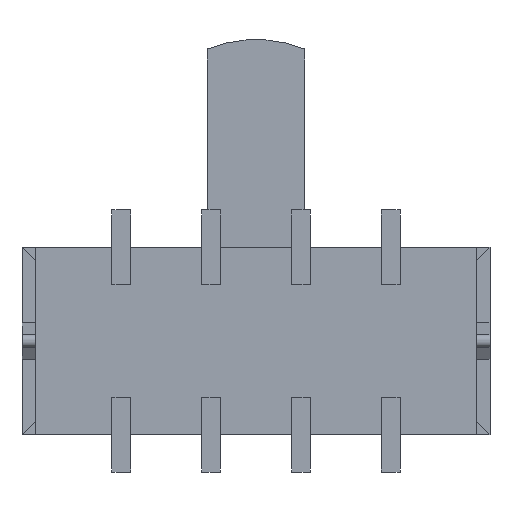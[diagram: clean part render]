
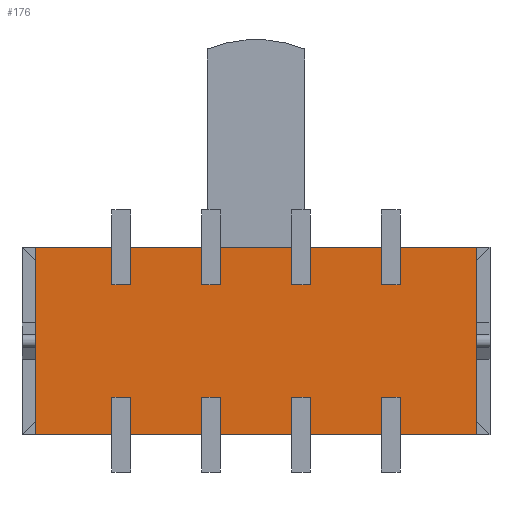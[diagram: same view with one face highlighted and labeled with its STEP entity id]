
A CAD part, front view. The second image highlights one B-rep face of the part: STEP entity #176.
In plain terms, the highlighted planar face has unit normal (0, -1, 0).
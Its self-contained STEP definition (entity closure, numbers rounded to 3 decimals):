
#176=ADVANCED_FACE('',(#291),#1027,.T.);
#291=FACE_OUTER_BOUND('',#407,.F.);
#407=EDGE_LOOP('',(#781,#782,#783,#784));
#781=ORIENTED_EDGE('',*,*,#1327,.F.);
#782=ORIENTED_EDGE('',*,*,#1335,.F.);
#783=ORIENTED_EDGE('',*,*,#1331,.T.);
#784=ORIENTED_EDGE('',*,*,#1338,.T.);
#1027=PLANE('',#2332);
#1327=EDGE_CURVE('',#2014,#2013,#1569,.T.);
#1331=EDGE_CURVE('',#2010,#2009,#1573,.T.);
#1335=EDGE_CURVE('',#2010,#2014,#1577,.T.);
#1338=EDGE_CURVE('',#2009,#2013,#1580,.T.);
#1569=LINE('',#3315,#1811);
#1573=LINE('',#3319,#1815);
#1577=LINE('',#3323,#1819);
#1580=LINE('',#3326,#1822);
#1811=VECTOR('',#2731,23.6);
#1815=VECTOR('',#2735,23.6);
#1819=VECTOR('',#2739,10.);
#1822=VECTOR('',#2742,10.);
#2009=VERTEX_POINT('',#3309);
#2010=VERTEX_POINT('',#3310);
#2013=VERTEX_POINT('',#3313);
#2014=VERTEX_POINT('',#3314);
#2332=AXIS2_PLACEMENT_3D('',#3329,#2747,#2748);
#2731=DIRECTION('',(-1.,0.,0.));
#2735=DIRECTION('',(-1.,0.,0.));
#2739=DIRECTION('',(0.,0.,1.));
#2742=DIRECTION('',(0.,0.,1.));
#2747=DIRECTION('',(0.,-1.,0.));
#2748=DIRECTION('',(-1.,0.,0.));
#3309=CARTESIAN_POINT('',(-37.8,-4.,0.));
#3310=CARTESIAN_POINT('',(-14.2,-4.,0.));
#3313=CARTESIAN_POINT('',(-37.8,-4.,10.));
#3314=CARTESIAN_POINT('',(-14.2,-4.,10.));
#3315=CARTESIAN_POINT('',(-14.2,-4.,10.));
#3319=CARTESIAN_POINT('',(-14.2,-4.,0.));
#3323=CARTESIAN_POINT('',(-14.2,-4.,0.));
#3326=CARTESIAN_POINT('',(-37.8,-4.,0.));
#3329=CARTESIAN_POINT('',(-13.964,-4.,10.236));
